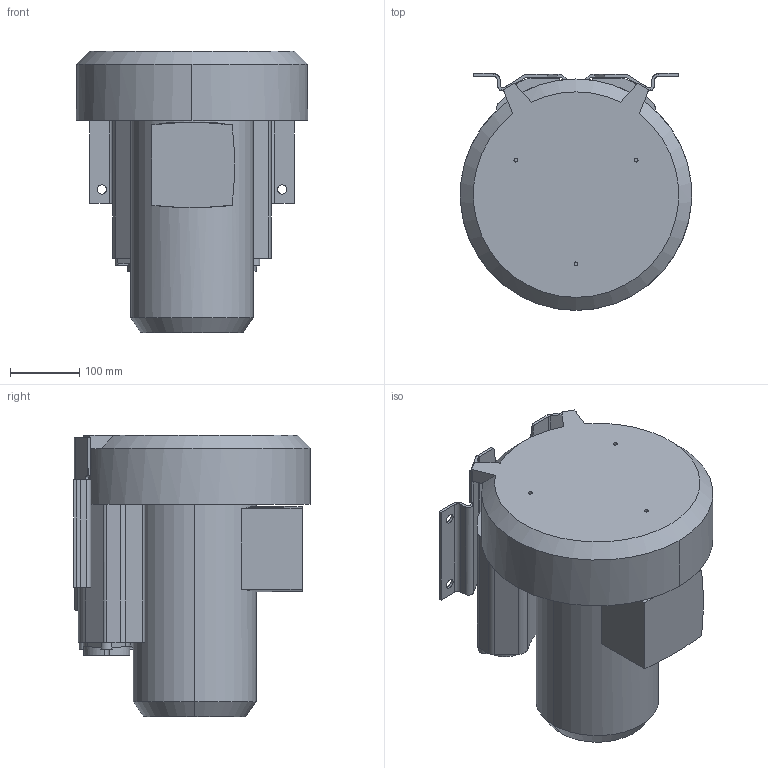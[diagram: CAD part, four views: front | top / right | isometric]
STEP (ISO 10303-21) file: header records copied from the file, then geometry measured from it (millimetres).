
FILE_DESCRIPTION((''),'2;1');
FILE_NAME('2RB510-7AH36','2024-12-05T',('xuan'),(''),'PRO/ENGINEER BY PARAMETRIC TECHNOLOGY CORPORATION, 2007090','PRO/ENGINEER BY PARAMETRIC TECHNOLOGY CORPORATION, 2007090','');
FILE_SCHEMA(('AUTOMOTIVE_DESIGN_CC2 { 1 2 10303 214 -1 1 5 2 }'));
Length unit declared in the file: millimetre
Products named in the file (1): 2RB510-7AH36
Bounding box: 333.8 x 342 x 406.7 mm (x, y, z)
Volume: 20453247.8 mm3; surface area: 773574.6 mm2
Topology: 3 solids, 3 shells, 242 faces, 726 edges, 501 vertices
Faces by surface type: plane 127, cylinder 109, cone 4, extrusion 2
Entity records: 8687 total; most frequent: CARTESIAN_POINT 1853, ORIENTED_EDGE 1452, DIRECTION 1442, EDGE_CURVE 726, AXIS2_PLACEMENT_3D 527, VERTEX_POINT 501, VECTOR 388, LINE 386
